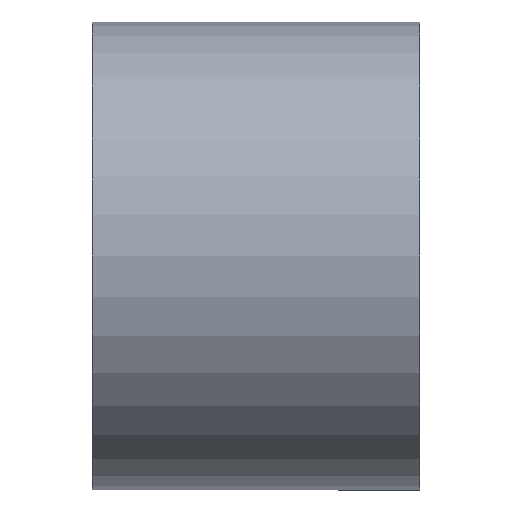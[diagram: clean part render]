
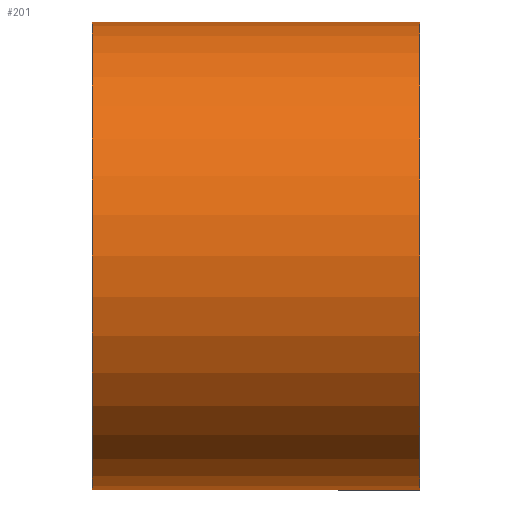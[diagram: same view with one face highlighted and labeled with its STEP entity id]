
A CAD part, left-side view. The second image highlights one B-rep face of the part: STEP entity #201.
In plain terms, the highlighted cylindrical face has radius 5 mm (diameter 10 mm), a partial arc.
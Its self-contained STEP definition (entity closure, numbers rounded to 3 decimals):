
#37 = AXIS2_PLACEMENT_3D ( 'NONE', #343, #501, #108 ) ;
#74 = VECTOR ( 'NONE', #494, 1000. ) ;
#86 = CIRCLE ( 'NONE', #126, 5. ) ;
#96 = CARTESIAN_POINT ( 'NONE',  ( 0., 0., 5. ) ) ;
#100 = CARTESIAN_POINT ( 'NONE',  ( 0., 7., -5. ) ) ;
#105 = CARTESIAN_POINT ( 'NONE',  ( 0., 0., -5. ) ) ;
#108 = DIRECTION ( 'NONE',  ( 0., 0., 1. ) ) ;
#114 = EDGE_CURVE ( 'NONE', #153, #468, #86, .T. ) ;
#120 = ORIENTED_EDGE ( 'NONE', *, *, #165, .F. ) ;
#123 = EDGE_LOOP ( 'NONE', ( #120, #347, #204, #127 ) ) ;
#126 = AXIS2_PLACEMENT_3D ( 'NONE', #173, #170, #248 ) ;
#127 = ORIENTED_EDGE ( 'NONE', *, *, #114, .F. ) ;
#135 = EDGE_CURVE ( 'NONE', #162, #468, #327, .T. ) ;
#153 = VERTEX_POINT ( 'NONE', #100 ) ;
#162 = VERTEX_POINT ( 'NONE', #250 ) ;
#165 = EDGE_CURVE ( 'NONE', #441, #153, #410, .T. ) ;
#170 = DIRECTION ( 'NONE',  ( 0., 1., 0. ) ) ;
#173 = CARTESIAN_POINT ( 'NONE',  ( 0., 7., 0. ) ) ;
#181 = CARTESIAN_POINT ( 'NONE',  ( 0., 0., 0. ) ) ;
#201 = ADVANCED_FACE ( 'NONE', ( #231 ), #335, .T. ) ;
#204 = ORIENTED_EDGE ( 'NONE', *, *, #135, .T. ) ;
#210 = CARTESIAN_POINT ( 'NONE',  ( 0., 0., -5. ) ) ;
#227 = AXIS2_PLACEMENT_3D ( 'NONE', #181, #346, #336 ) ;
#231 = FACE_OUTER_BOUND ( 'NONE', #123, .T. ) ;
#248 = DIRECTION ( 'NONE',  ( 0., 0., 1. ) ) ;
#250 = CARTESIAN_POINT ( 'NONE',  ( 0., 0., 5. ) ) ;
#278 = VECTOR ( 'NONE', #295, 1000. ) ;
#295 = DIRECTION ( 'NONE',  ( 0., 1., 0. ) ) ;
#301 = EDGE_CURVE ( 'NONE', #441, #162, #318, .T. ) ;
#318 = CIRCLE ( 'NONE', #227, 5. ) ;
#327 = LINE ( 'NONE', #96, #278 ) ;
#335 = CYLINDRICAL_SURFACE ( 'NONE', #37, 5. ) ;
#336 = DIRECTION ( 'NONE',  ( 0., 0., 1. ) ) ;
#343 = CARTESIAN_POINT ( 'NONE',  ( 0., 0., 0. ) ) ;
#346 = DIRECTION ( 'NONE',  ( 0., 1., 0. ) ) ;
#347 = ORIENTED_EDGE ( 'NONE', *, *, #301, .T. ) ;
#410 = LINE ( 'NONE', #105, #74 ) ;
#441 = VERTEX_POINT ( 'NONE', #210 ) ;
#468 = VERTEX_POINT ( 'NONE', #495 ) ;
#494 = DIRECTION ( 'NONE',  ( 0., 1., 0. ) ) ;
#495 = CARTESIAN_POINT ( 'NONE',  ( 0., 7., 5. ) ) ;
#501 = DIRECTION ( 'NONE',  ( 0., 1., 0. ) ) ;
